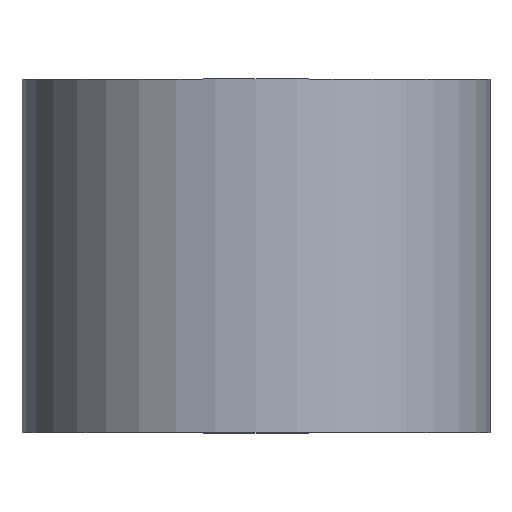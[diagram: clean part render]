
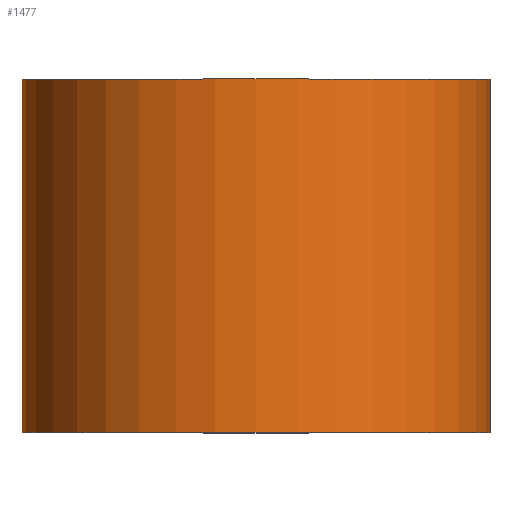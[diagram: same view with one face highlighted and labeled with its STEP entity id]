
A CAD part, top view. The second image highlights one B-rep face of the part: STEP entity #1477.
In plain terms, the highlighted cylindrical face has radius 26.5 mm (diameter 53 mm), a full revolution.
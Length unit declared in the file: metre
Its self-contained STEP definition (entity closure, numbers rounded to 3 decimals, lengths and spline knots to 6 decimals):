
#353=ORIENTED_EDGE('',*,*,#773,.T.);
#354=ORIENTED_EDGE('',*,*,#774,.F.);
#773=EDGE_CURVE('',#983,#983,#1121,.T.);
#774=EDGE_CURVE('',#984,#984,#1122,.T.);
#983=VERTEX_POINT('',#2288);
#984=VERTEX_POINT('',#2290);
#1121=CIRCLE('',#1605,0.0265);
#1122=CIRCLE('',#1606,0.0265);
#1199=EDGE_LOOP('',(#353));
#1200=EDGE_LOOP('',(#354));
#1327=FACE_BOUND('',#1199,.T.);
#1328=FACE_BOUND('',#1200,.T.);
#1450=CYLINDRICAL_SURFACE('',#1604,0.0265);
#1477=ADVANCED_FACE('',(#1327,#1328),#1450,.T.);
#1604=AXIS2_PLACEMENT_3D('',#2286,#1800,#1801);
#1605=AXIS2_PLACEMENT_3D('',#2287,#1802,#1803);
#1606=AXIS2_PLACEMENT_3D('',#2289,#1804,#1805);
#1800=DIRECTION('',(0.,1.,0.));
#1801=DIRECTION('',(0.,0.,1.));
#1802=DIRECTION('',(0.,-1.,0.));
#1803=DIRECTION('',(0.,0.,-1.));
#1804=DIRECTION('',(0.,-1.,0.));
#1805=DIRECTION('',(0.,0.,-1.));
#2286=CARTESIAN_POINT('',(0.,-0.040002,0.));
#2287=CARTESIAN_POINT('',(0.,0.,0.));
#2288=CARTESIAN_POINT('',(0.,0.,-0.0265));
#2289=CARTESIAN_POINT('',(0.,-0.04,0.));
#2290=CARTESIAN_POINT('',(0.,-0.04,-0.0265));
